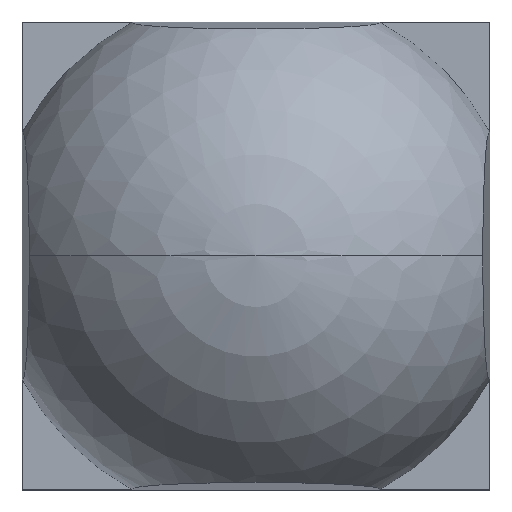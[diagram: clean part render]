
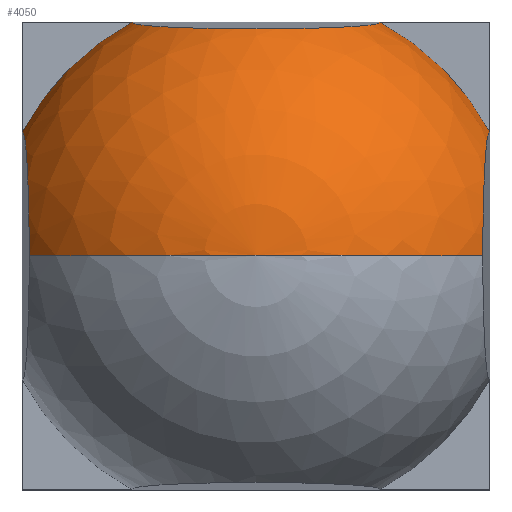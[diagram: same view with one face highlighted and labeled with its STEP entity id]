
A CAD part, top view. The second image highlights one B-rep face of the part: STEP entity #4050.
In plain terms, the highlighted spherical face has radius 1.95 mm.
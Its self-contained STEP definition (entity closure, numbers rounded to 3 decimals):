
#3851=CARTESIAN_POINT('',(1.72,0.09,0.));
#3852=DIRECTION('',(-0.999,-0.052,0.));
#3853=DIRECTION('',(0.005,-0.099,0.995));
#3854=AXIS2_PLACEMENT_3D('',#3851,#3852,#3853);
#3856=CARTESIAN_POINT('',(0.,0.,0.));
#3857=DIRECTION('',(0.,-1.,0.));
#3858=DIRECTION('',(0.885,0.,0.466));
#3859=AXIS2_PLACEMENT_3D('',#3856,#3857,#3858);
#3861=CARTESIAN_POINT('',(0.,0.09,1.72));
#3862=DIRECTION('',(0.,-0.052,-0.999));
#3863=DIRECTION('',(-0.995,-0.099,0.005));
#3864=AXIS2_PLACEMENT_3D('',#3861,#3862,#3863);
#3866=CARTESIAN_POINT('',(0.,0.,0.));
#3867=DIRECTION('',(0.,-1.,0.));
#3868=DIRECTION('',(-0.466,0.,0.885));
#3869=AXIS2_PLACEMENT_3D('',#3866,#3867,#3868);
#3871=CARTESIAN_POINT('',(-1.72,0.09,0.));
#3872=DIRECTION('',(0.999,-0.052,0.));
#3873=DIRECTION('',(0.052,0.999,0.));
#3874=AXIS2_PLACEMENT_3D('',#3871,#3872,#3873);
#3953=CARTESIAN_POINT('',(0.,0.,0.));
#3954=DIRECTION('',(0.,0.,1.));
#3955=DIRECTION('',(0.858,0.514,0.));
#3956=AXIS2_PLACEMENT_3D('',#3953,#3954,#3955);
#3958=CARTESIAN_POINT('',(0.,0.,0.));
#3959=DIRECTION('',(0.,0.,-1.));
#3960=DIRECTION('',(-0.858,0.514,0.));
#3961=AXIS2_PLACEMENT_3D('',#3958,#3959,#3960);
#3991=CARTESIAN_POINT('',(1.672,1.003,0.));
#3992=CARTESIAN_POINT('',(0.,1.95,0.));
#3993=VERTEX_POINT('',#3991);
#3994=VERTEX_POINT('',#3992);
#3995=CARTESIAN_POINT('',(-1.672,1.003,0.));
#3996=VERTEX_POINT('',#3995);
#4005=CARTESIAN_POINT('',(0.909,0.,1.725));
#4006=CARTESIAN_POINT('',(-0.909,0.,1.725));
#4007=VERTEX_POINT('',#4005);
#4008=VERTEX_POINT('',#4006);
#4009=CARTESIAN_POINT('',(-1.725,0.,0.909));
#4011=VERTEX_POINT('',#4009);
#4018=CARTESIAN_POINT('',(1.725,0.,0.909));
#4020=VERTEX_POINT('',#4018);
#4029=CARTESIAN_POINT('',(0.,0.,0.));
#4030=DIRECTION('',(0.,-1.,0.));
#4031=DIRECTION('',(-1.,0.,0.));
#4032=AXIS2_PLACEMENT_3D('',#4029,#4030,#4031);
#4033=SPHERICAL_SURFACE('',#4032,1.95);
#4035=ORIENTED_EDGE('',*,*,#4034,.F.);
#4037=ORIENTED_EDGE('',*,*,#4036,.T.);
#4039=ORIENTED_EDGE('',*,*,#4038,.F.);
#4041=ORIENTED_EDGE('',*,*,#4040,.T.);
#4043=ORIENTED_EDGE('',*,*,#4042,.F.);
#4045=ORIENTED_EDGE('',*,*,#4044,.T.);
#4047=ORIENTED_EDGE('',*,*,#4046,.F.);
#4048=EDGE_LOOP('',(#4035,#4037,#4039,#4041,#4043,#4045,#4047));
#4049=FACE_OUTER_BOUND('',#4048,.F.);
#4050=ADVANCED_FACE('',(#4049),#4033,.T.);
#3855=CIRCLE('',#3854,0.914);
#3860=CIRCLE('',#3859,1.95);
#3865=CIRCLE('',#3864,0.914);
#3870=CIRCLE('',#3869,1.95);
#3875=CIRCLE('',#3874,0.914);
#3957=CIRCLE('',#3956,1.95);
#3962=CIRCLE('',#3961,1.95);
#4034=EDGE_CURVE('',#4020,#3993,#3855,.T.);
#4036=EDGE_CURVE('',#4020,#4007,#3860,.T.);
#4038=EDGE_CURVE('',#4008,#4007,#3865,.T.);
#4040=EDGE_CURVE('',#4008,#4011,#3870,.T.);
#4042=EDGE_CURVE('',#3996,#4011,#3875,.T.);
#4044=EDGE_CURVE('',#3996,#3994,#3962,.T.);
#4046=EDGE_CURVE('',#3993,#3994,#3957,.T.);
